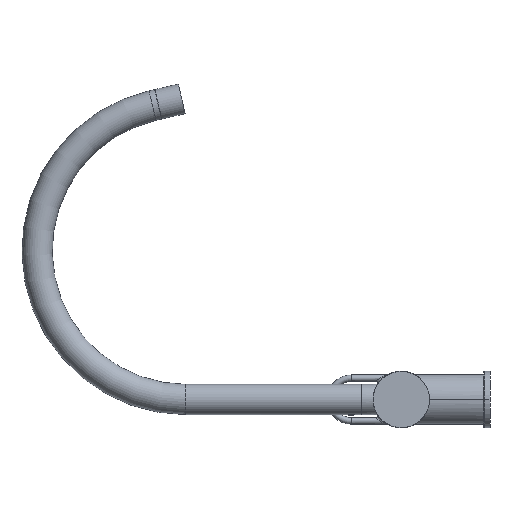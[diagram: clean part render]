
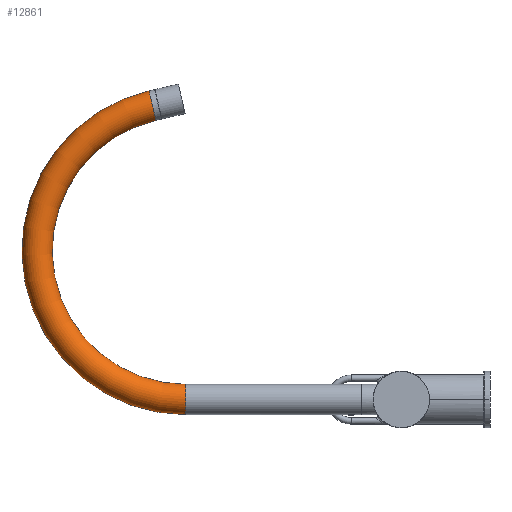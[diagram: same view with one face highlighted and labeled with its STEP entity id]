
A CAD part, left-side view. The second image highlights one B-rep face of the part: STEP entity #12861.
In plain terms, the highlighted toroidal (fillet/blend) face has major radius 118 mm and minor radius 12 mm.
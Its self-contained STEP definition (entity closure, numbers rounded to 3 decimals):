
#12127=CARTESIAN_POINT('',(0.,170.655,0.));
#12128=DIRECTION('',(0.,1.,0.));
#12129=DIRECTION('',(0.,0.,-1.));
#12130=AXIS2_PLACEMENT_3D('',#12127,#12128,#12129);
#12132=CARTESIAN_POINT('',(0.,170.655,118.));
#12133=DIRECTION('',(1.,0.,0.));
#12134=DIRECTION('',(0.,0.,-1.));
#12135=AXIS2_PLACEMENT_3D('',#12132,#12133,#12134);
#12142=CARTESIAN_POINT('',(0.,170.655,118.));
#12143=DIRECTION('',(1.,0.,0.));
#12144=DIRECTION('',(0.,0.,-1.));
#12145=AXIS2_PLACEMENT_3D('',#12142,#12143,#12144);
#12176=CARTESIAN_POINT('',(0.,197.2,232.976));
#12177=DIRECTION('',(0.,-0.974,0.225));
#12178=DIRECTION('',(0.,0.225,0.974));
#12179=AXIS2_PLACEMENT_3D('',#12176,#12177,#12178);
#12519=CARTESIAN_POINT('',(0.,170.655,12.));
#12520=CARTESIAN_POINT('',(0.,170.655,-12.));
#12521=VERTEX_POINT('',#12519);
#12522=VERTEX_POINT('',#12520);
#12523=CARTESIAN_POINT('',(0.,194.5,221.283));
#12524=CARTESIAN_POINT('',(0.,199.899,244.668));
#12525=VERTEX_POINT('',#12523);
#12526=VERTEX_POINT('',#12524);
#12847=CARTESIAN_POINT('',(0.,170.655,118.));
#12848=DIRECTION('',(1.,0.,0.));
#12849=DIRECTION('',(0.,0.,1.));
#12850=AXIS2_PLACEMENT_3D('',#12847,#12848,#12849);
#12851=TOROIDAL_SURFACE('',#12850,118.,12.);
#12852=ORIENTED_EDGE('',*,*,#12832,.F.);
#12854=ORIENTED_EDGE('',*,*,#12853,.T.);
#12856=ORIENTED_EDGE('',*,*,#12855,.T.);
#12858=ORIENTED_EDGE('',*,*,#12857,.F.);
#12859=EDGE_LOOP('',(#12852,#12854,#12856,#12858));
#12860=FACE_OUTER_BOUND('',#12859,.F.);
#12861=ADVANCED_FACE('',(#12860),#12851,.T.);
#12131=CIRCLE('',#12130,12.);
#12136=CIRCLE('',#12135,130.);
#12146=CIRCLE('',#12145,106.);
#12180=CIRCLE('',#12179,12.);
#12832=EDGE_CURVE('',#12522,#12521,#12131,.T.);
#12853=EDGE_CURVE('',#12522,#12526,#12136,.T.);
#12855=EDGE_CURVE('',#12526,#12525,#12180,.T.);
#12857=EDGE_CURVE('',#12521,#12525,#12146,.T.);
